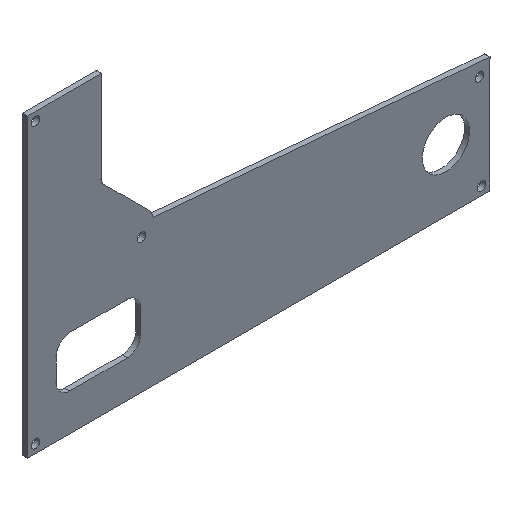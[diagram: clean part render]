
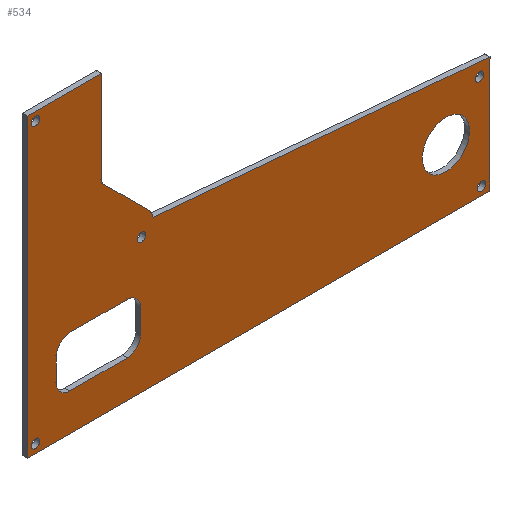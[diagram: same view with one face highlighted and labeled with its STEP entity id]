
A CAD part, isometric view. The second image highlights one B-rep face of the part: STEP entity #534.
In plain terms, the highlighted planar face has unit normal (0, -1, 0).
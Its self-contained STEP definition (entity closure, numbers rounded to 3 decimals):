
#22=FACE_BOUND('',#104,.T.);
#23=FACE_BOUND('',#105,.T.);
#24=FACE_BOUND('',#106,.T.);
#25=FACE_BOUND('',#107,.T.);
#26=FACE_BOUND('',#108,.T.);
#27=FACE_BOUND('',#109,.T.);
#28=FACE_BOUND('',#110,.T.);
#44=PLANE('',#594);
#70=FACE_OUTER_BOUND('',#103,.T.);
#103=EDGE_LOOP('',(#475,#476,#477,#478,#479,#480,#481,#482,#483,#484));
#104=EDGE_LOOP('',(#485));
#105=EDGE_LOOP('',(#486));
#106=EDGE_LOOP('',(#487));
#107=EDGE_LOOP('',(#488));
#108=EDGE_LOOP('',(#489));
#109=EDGE_LOOP('',(#490,#491,#492,#493,#494,#495,#496,#497));
#110=EDGE_LOOP('',(#498));
#116=LINE('',#775,#168);
#121=LINE('',#789,#173);
#125=LINE('',#801,#177);
#129=LINE('',#813,#181);
#133=LINE('',#829,#185);
#137=LINE('',#837,#189);
#140=LINE('',#843,#192);
#143=LINE('',#849,#195);
#146=LINE('',#855,#198);
#149=LINE('',#861,#201);
#152=LINE('',#867,#204);
#155=LINE('',#873,#207);
#158=LINE('',#879,#210);
#161=LINE('',#884,#213);
#168=VECTOR('',#634,10.);
#173=VECTOR('',#647,10.);
#177=VECTOR('',#659,10.);
#181=VECTOR('',#671,10.);
#185=VECTOR('',#689,10.);
#189=VECTOR('',#695,10.);
#192=VECTOR('',#700,10.);
#195=VECTOR('',#705,10.);
#198=VECTOR('',#710,10.);
#201=VECTOR('',#715,10.);
#204=VECTOR('',#720,10.);
#207=VECTOR('',#725,10.);
#210=VECTOR('',#730,10.);
#213=VECTOR('',#735,10.);
#216=CIRCLE('',#551,2.5);
#218=CIRCLE('',#554,2.5);
#220=CIRCLE('',#557,2.5);
#222=CIRCLE('',#560,2.5);
#224=CIRCLE('',#563,2.5);
#225=CIRCLE('',#566,8.);
#227=CIRCLE('',#570,8.);
#229=CIRCLE('',#574,8.);
#231=CIRCLE('',#578,8.);
#234=CIRCLE('',#582,14.);
#236=VERTEX_POINT('',#745);
#238=VERTEX_POINT('',#751);
#240=VERTEX_POINT('',#757);
#242=VERTEX_POINT('',#763);
#244=VERTEX_POINT('',#769);
#245=VERTEX_POINT('',#773);
#246=VERTEX_POINT('',#774);
#249=VERTEX_POINT('',#782);
#251=VERTEX_POINT('',#788);
#253=VERTEX_POINT('',#794);
#255=VERTEX_POINT('',#800);
#257=VERTEX_POINT('',#806);
#259=VERTEX_POINT('',#812);
#262=VERTEX_POINT('',#823);
#263=VERTEX_POINT('',#827);
#264=VERTEX_POINT('',#828);
#267=VERTEX_POINT('',#836);
#269=VERTEX_POINT('',#842);
#271=VERTEX_POINT('',#848);
#273=VERTEX_POINT('',#854);
#275=VERTEX_POINT('',#860);
#277=VERTEX_POINT('',#866);
#279=VERTEX_POINT('',#872);
#281=VERTEX_POINT('',#878);
#285=EDGE_CURVE('',#236,#236,#216,.T.);
#288=EDGE_CURVE('',#238,#238,#218,.T.);
#291=EDGE_CURVE('',#240,#240,#220,.T.);
#294=EDGE_CURVE('',#242,#242,#222,.T.);
#297=EDGE_CURVE('',#244,#244,#224,.T.);
#298=EDGE_CURVE('',#245,#246,#116,.T.);
#302=EDGE_CURVE('',#246,#249,#225,.T.);
#305=EDGE_CURVE('',#249,#251,#121,.T.);
#308=EDGE_CURVE('',#251,#253,#227,.T.);
#311=EDGE_CURVE('',#253,#255,#125,.T.);
#314=EDGE_CURVE('',#255,#257,#229,.T.);
#317=EDGE_CURVE('',#257,#259,#129,.T.);
#320=EDGE_CURVE('',#259,#245,#231,.T.);
#324=EDGE_CURVE('',#262,#262,#234,.T.);
#325=EDGE_CURVE('',#263,#264,#133,.T.);
#329=EDGE_CURVE('',#267,#263,#137,.T.);
#332=EDGE_CURVE('',#269,#267,#140,.T.);
#335=EDGE_CURVE('',#271,#269,#143,.T.);
#338=EDGE_CURVE('',#273,#271,#146,.T.);
#341=EDGE_CURVE('',#275,#273,#149,.T.);
#344=EDGE_CURVE('',#277,#275,#152,.T.);
#347=EDGE_CURVE('',#279,#277,#155,.T.);
#350=EDGE_CURVE('',#281,#279,#158,.T.);
#353=EDGE_CURVE('',#264,#281,#161,.T.);
#475=ORIENTED_EDGE('',*,*,#353,.F.);
#476=ORIENTED_EDGE('',*,*,#325,.F.);
#477=ORIENTED_EDGE('',*,*,#329,.F.);
#478=ORIENTED_EDGE('',*,*,#332,.F.);
#479=ORIENTED_EDGE('',*,*,#335,.F.);
#480=ORIENTED_EDGE('',*,*,#338,.F.);
#481=ORIENTED_EDGE('',*,*,#341,.F.);
#482=ORIENTED_EDGE('',*,*,#344,.F.);
#483=ORIENTED_EDGE('',*,*,#347,.F.);
#484=ORIENTED_EDGE('',*,*,#350,.F.);
#485=ORIENTED_EDGE('',*,*,#285,.T.);
#486=ORIENTED_EDGE('',*,*,#288,.T.);
#487=ORIENTED_EDGE('',*,*,#291,.T.);
#488=ORIENTED_EDGE('',*,*,#294,.T.);
#489=ORIENTED_EDGE('',*,*,#297,.T.);
#490=ORIENTED_EDGE('',*,*,#311,.T.);
#491=ORIENTED_EDGE('',*,*,#314,.T.);
#492=ORIENTED_EDGE('',*,*,#317,.T.);
#493=ORIENTED_EDGE('',*,*,#320,.T.);
#494=ORIENTED_EDGE('',*,*,#298,.T.);
#495=ORIENTED_EDGE('',*,*,#302,.T.);
#496=ORIENTED_EDGE('',*,*,#305,.T.);
#497=ORIENTED_EDGE('',*,*,#308,.T.);
#498=ORIENTED_EDGE('',*,*,#324,.T.);
#534=ADVANCED_FACE('',(#70,#22,#23,#24,#25,#26,#27,#28),#44,.F.);
#551=AXIS2_PLACEMENT_3D('',#747,#602,#603);
#554=AXIS2_PLACEMENT_3D('',#753,#609,#610);
#557=AXIS2_PLACEMENT_3D('',#759,#616,#617);
#560=AXIS2_PLACEMENT_3D('',#765,#623,#624);
#563=AXIS2_PLACEMENT_3D('',#771,#630,#631);
#566=AXIS2_PLACEMENT_3D('',#783,#640,#641);
#570=AXIS2_PLACEMENT_3D('',#795,#652,#653);
#574=AXIS2_PLACEMENT_3D('',#807,#664,#665);
#578=AXIS2_PLACEMENT_3D('',#818,#676,#677);
#582=AXIS2_PLACEMENT_3D('',#825,#685,#686);
#594=AXIS2_PLACEMENT_3D('',#887,#739,#740);
#602=DIRECTION('center_axis',(0.,1.,0.));
#603=DIRECTION('ref_axis',(-1.,0.,0.));
#609=DIRECTION('center_axis',(0.,1.,0.));
#610=DIRECTION('ref_axis',(-1.,0.,0.));
#616=DIRECTION('center_axis',(0.,1.,0.));
#617=DIRECTION('ref_axis',(-1.,0.,0.));
#623=DIRECTION('center_axis',(0.,1.,0.));
#624=DIRECTION('ref_axis',(-1.,0.,0.));
#630=DIRECTION('center_axis',(0.,1.,0.));
#631=DIRECTION('ref_axis',(-1.,0.,0.));
#634=DIRECTION('',(0.,0.,1.));
#640=DIRECTION('center_axis',(0.,1.,0.));
#641=DIRECTION('ref_axis',(-1.,0.,0.));
#647=DIRECTION('',(1.,0.,0.));
#652=DIRECTION('center_axis',(0.,1.,0.));
#653=DIRECTION('ref_axis',(0.,0.,1.));
#659=DIRECTION('',(0.,0.,-1.));
#664=DIRECTION('center_axis',(0.,1.,0.));
#665=DIRECTION('ref_axis',(1.,0.,0.));
#671=DIRECTION('',(-1.,0.,0.));
#676=DIRECTION('center_axis',(0.,1.,0.));
#677=DIRECTION('ref_axis',(0.,0.,-1.));
#685=DIRECTION('center_axis',(0.,1.,0.));
#686=DIRECTION('ref_axis',(-1.,0.,0.));
#689=DIRECTION('',(0.996,0.,-0.087));
#695=DIRECTION('',(0.383,0.,-0.924));
#700=DIRECTION('',(0.707,0.,-0.707));
#705=DIRECTION('',(0.383,0.,-0.924));
#710=DIRECTION('',(0.,0.,-1.));
#715=DIRECTION('',(1.,0.,0.));
#720=DIRECTION('',(0.,0.,1.));
#725=DIRECTION('',(-1.,0.,0.));
#730=DIRECTION('',(0.,0.,-1.));
#735=DIRECTION('',(1.,0.,0.));
#739=DIRECTION('center_axis',(0.,1.,0.));
#740=DIRECTION('ref_axis',(1.,0.,0.));
#745=CARTESIAN_POINT('',(-170.071,0.,-76.551));
#747=CARTESIAN_POINT('Origin',(-172.571,0.,-76.551));
#751=CARTESIAN_POINT('',(-170.071,0.,89.165));
#753=CARTESIAN_POINT('Origin',(-172.571,0.,89.165));
#757=CARTESIAN_POINT('',(93.22,0.,-19.788));
#759=CARTESIAN_POINT('Origin',(90.72,0.,-19.788));
#763=CARTESIAN_POINT('',(-107.266,0.,-1.892));
#765=CARTESIAN_POINT('Origin',(-109.766,0.,-1.892));
#769=CARTESIAN_POINT('',(94.452,0.,-76.551));
#771=CARTESIAN_POINT('Origin',(91.952,0.,-76.551));
#773=CARTESIAN_POINT('',(-160.227,0.,-51.656));
#774=CARTESIAN_POINT('',(-160.227,0.,-37.656));
#775=CARTESIAN_POINT('',(-160.227,0.,-15.675));
#782=CARTESIAN_POINT('',(-152.227,0.,-29.656));
#783=CARTESIAN_POINT('Origin',(-152.227,0.,-37.656));
#788=CARTESIAN_POINT('',(-118.227,0.,-29.656));
#789=CARTESIAN_POINT('',(-79.268,0.,-29.656));
#794=CARTESIAN_POINT('',(-110.227,0.,-37.656));
#795=CARTESIAN_POINT('Origin',(-118.227,0.,-37.656));
#800=CARTESIAN_POINT('',(-110.227,0.,-51.656));
#801=CARTESIAN_POINT('',(-110.227,0.,-22.675));
#806=CARTESIAN_POINT('',(-118.227,0.,-59.656));
#807=CARTESIAN_POINT('Origin',(-118.227,0.,-51.656));
#812=CARTESIAN_POINT('',(-152.227,0.,-59.656));
#813=CARTESIAN_POINT('',(-96.268,0.,-59.656));
#818=CARTESIAN_POINT('Origin',(-152.227,0.,-51.656));
#823=CARTESIAN_POINT('',(84.806,0.,-44.656));
#825=CARTESIAN_POINT('Origin',(70.806,0.,-44.656));
#827=CARTESIAN_POINT('',(-102.81,0.,4.903));
#828=CARTESIAN_POINT('',(96.429,0.,-12.528));
#829=CARTESIAN_POINT('',(-102.81,0.,4.903));
#836=CARTESIAN_POINT('',(-104.408,0.,8.759));
#837=CARTESIAN_POINT('',(-104.408,0.,8.759));
#842=CARTESIAN_POINT('',(-132.693,0.,37.043));
#843=CARTESIAN_POINT('',(-132.693,0.,37.043));
#848=CARTESIAN_POINT('',(-133.571,0.,39.165));
#849=CARTESIAN_POINT('',(-133.571,0.,39.165));
#854=CARTESIAN_POINT('',(-133.571,0.,94.165));
#855=CARTESIAN_POINT('',(-133.571,0.,94.165));
#860=CARTESIAN_POINT('',(-177.571,0.,94.165));
#861=CARTESIAN_POINT('',(-180.571,0.,94.165));
#866=CARTESIAN_POINT('',(-177.571,0.,-81.551));
#867=CARTESIAN_POINT('',(-177.571,0.,-81.551));
#872=CARTESIAN_POINT('',(96.952,0.,-81.551));
#873=CARTESIAN_POINT('',(99.952,0.,-81.551));
#878=CARTESIAN_POINT('',(96.952,0.,-12.528));
#879=CARTESIAN_POINT('',(96.952,0.,-6.551));
#884=CARTESIAN_POINT('',(96.429,0.,-12.528));
#887=CARTESIAN_POINT('Origin',(-40.31,0.,6.307));
